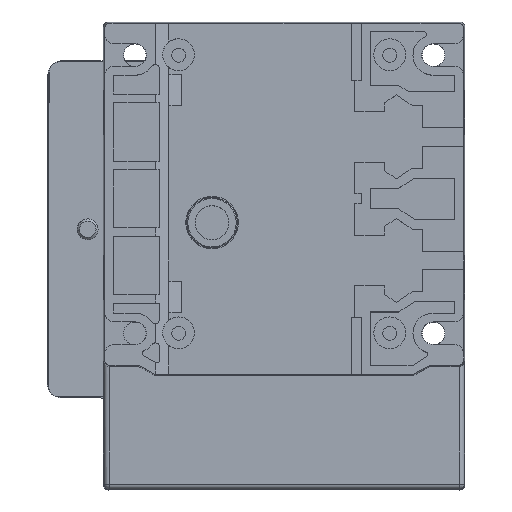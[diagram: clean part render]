
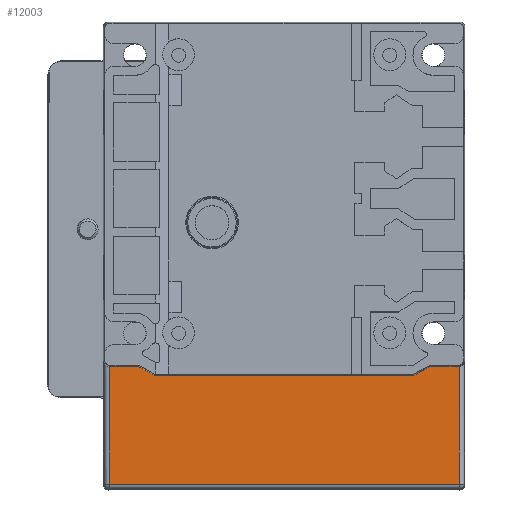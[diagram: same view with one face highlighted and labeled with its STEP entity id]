
A CAD part, top view. The second image highlights one B-rep face of the part: STEP entity #12003.
In plain terms, the highlighted planar face has unit normal (0, 0, 1).
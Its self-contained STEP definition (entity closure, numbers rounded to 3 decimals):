
#4405=DIRECTION('',(0.,-1.,0.));
#4406=VECTOR('',#4405,22.844);
#4407=CARTESIAN_POINT('',(-81.701,-28.6,
37.904));
#4408=LINE('',#4407,#4406);
#4431=DIRECTION('',(-1.,0.,0.));
#4432=VECTOR('',#4431,5.789);
#4433=CARTESIAN_POINT('',(-75.912,-28.6,
37.903));
#4434=LINE('',#4433,#4432);
#4473=DIRECTION('',(0.,1.,0.));
#4474=VECTOR('',#4473,22.843);
#4475=CARTESIAN_POINT('',(-13.719,-51.443,
37.903));
#4476=LINE('',#4475,#4474);
#4495=DIRECTION('',(0.87,-0.493,0.));
#4496=VECTOR('',#4495,3.448);
#4497=CARTESIAN_POINT('',(-75.912,-28.6,
37.903));
#4498=LINE('',#4497,#4496);
#4499=DIRECTION('',(1.,0.,0.));
#4500=VECTOR('',#4499,50.4);
#4501=CARTESIAN_POINT('',(-72.912,-30.3,
37.903));
#4502=LINE('',#4501,#4500);
#4503=DIRECTION('',(0.87,0.493,0.));
#4504=VECTOR('',#4503,3.448);
#4505=CARTESIAN_POINT('',(-22.512,-30.3,
37.903));
#4506=LINE('',#4505,#4504);
#4507=DIRECTION('',(1.,0.,0.));
#4508=VECTOR('',#4507,5.789);
#4509=CARTESIAN_POINT('',(-19.512,-28.6,
37.903));
#4510=LINE('',#4509,#4508);
#4511=DIRECTION('',(1.,0.,0.));
#4512=VECTOR('',#4511,67.987);
#4513=CARTESIAN_POINT('',(-81.706,-51.443,
37.903));
#4514=LINE('',#4513,#4512);
#5429=CARTESIAN_POINT('',(-81.706,-51.443,
37.903));
#5430=CARTESIAN_POINT('',(-13.719,-51.443,
37.903));
#5431=VERTEX_POINT('',#5429);
#5432=VERTEX_POINT('',#5430);
#5433=CARTESIAN_POINT('',(-75.912,-28.6,
37.903));
#5434=CARTESIAN_POINT('',(-81.701,-28.6,
37.904));
#5435=VERTEX_POINT('',#5433);
#5436=VERTEX_POINT('',#5434);
#5437=CARTESIAN_POINT('',(-72.912,-30.3,
37.903));
#5438=VERTEX_POINT('',#5437);
#5439=CARTESIAN_POINT('',(-22.512,-30.3,
37.903));
#5440=VERTEX_POINT('',#5439);
#5441=CARTESIAN_POINT('',(-19.512,-28.6,
37.903));
#5442=VERTEX_POINT('',#5441);
#5443=CARTESIAN_POINT('',(-13.723,-28.6,
37.904));
#5444=VERTEX_POINT('',#5443);
#11987=CARTESIAN_POINT('',(-13.612,-52.2,
37.903));
#11988=DIRECTION('',(0.,0.,1.));
#11989=DIRECTION('',(-1.,0.,0.));
#11990=AXIS2_PLACEMENT_3D('',#11987,#11988,#11989);
#11991=PLANE('',#11990);
#11992=ORIENTED_EDGE('',*,*,#11896,.F.);
#11993=ORIENTED_EDGE('',*,*,#11911,.T.);
#11994=ORIENTED_EDGE('',*,*,#11924,.T.);
#11995=ORIENTED_EDGE('',*,*,#11938,.T.);
#11996=ORIENTED_EDGE('',*,*,#11952,.T.);
#11997=ORIENTED_EDGE('',*,*,#11978,.F.);
#11999=ORIENTED_EDGE('',*,*,#11998,.F.);
#12000=ORIENTED_EDGE('',*,*,#11871,.F.);
#12001=EDGE_LOOP('',(#11992,#11993,#11994,#11995,#11996,#11997,#11999,#12000));
#12002=FACE_OUTER_BOUND('',#12001,.F.);
#12003=ADVANCED_FACE('',(#12002),#11991,.T.);
#11871=EDGE_CURVE('',#5436,#5431,#4408,.T.);
#11896=EDGE_CURVE('',#5435,#5436,#4434,.T.);
#11911=EDGE_CURVE('',#5435,#5438,#4498,.T.);
#11924=EDGE_CURVE('',#5438,#5440,#4502,.T.);
#11938=EDGE_CURVE('',#5440,#5442,#4506,.T.);
#11952=EDGE_CURVE('',#5442,#5444,#4510,.T.);
#11978=EDGE_CURVE('',#5432,#5444,#4476,.T.);
#11998=EDGE_CURVE('',#5431,#5432,#4514,.T.);
